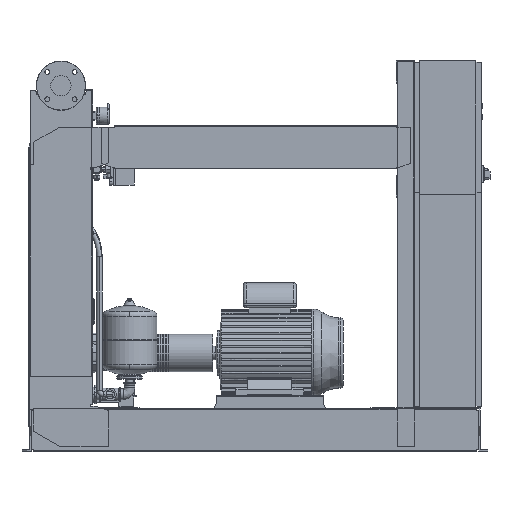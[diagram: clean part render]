
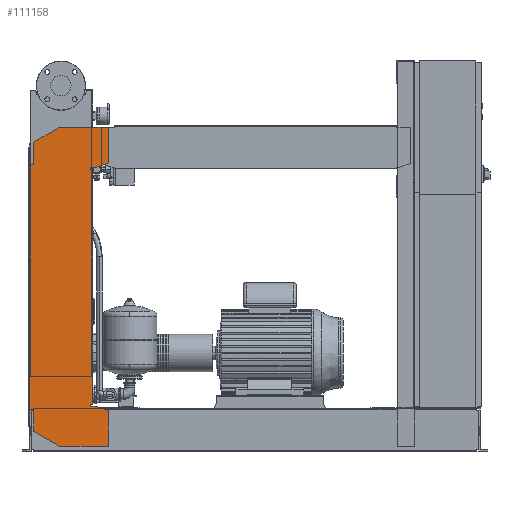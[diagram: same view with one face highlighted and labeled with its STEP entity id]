
A CAD part, front view. The second image highlights one B-rep face of the part: STEP entity #111158.
In plain terms, the highlighted free-form (B-spline) face has degree [1, 1] with [2, 2] control points.
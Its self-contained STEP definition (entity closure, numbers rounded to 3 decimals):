
#110643=CARTESIAN_POINT('',(-102.0,-463.5,1076.0));
#110644=VERTEX_POINT('',#110643);
#110651=CARTESIAN_POINT('',(-102.0,-463.5,1158.574));
#110652=VERTEX_POINT('',#110651);
#110653=CARTESIAN_POINT('',(-102.0,-463.5,1076.0));
#110654=DIRECTION('',(0.0,0.0,1.0));
#110655=VECTOR('',#110654,82.574);
#110656=LINE('',#110653,#110655);
#110657=EDGE_CURVE('',#110644,#110652,#110656,.T.);
#110675=CARTESIAN_POINT('',(-6.,-463.5,1214.0));
#110676=VERTEX_POINT('',#110675);
#110677=CARTESIAN_POINT('',(-102.0,-463.5,1158.574));
#110678=DIRECTION('',(0.866,0.0,0.5));
#110679=VECTOR('',#110678,110.851);
#110680=LINE('',#110677,#110679);
#110681=EDGE_CURVE('',#110652,#110676,#110680,.T.);
#110699=CARTESIAN_POINT('',(177.0,-463.5,1214.0));
#110700=VERTEX_POINT('',#110699);
#110701=CARTESIAN_POINT('',(-6.,-463.5,1214.0));
#110702=DIRECTION('',(1.0,0.0,0.0));
#110703=VECTOR('',#110702,183.0);
#110704=LINE('',#110701,#110703);
#110705=EDGE_CURVE('',#110676,#110700,#110704,.T.);
#110723=CARTESIAN_POINT('',(177.0,-463.5,1080.379));
#110724=VERTEX_POINT('',#110723);
#110725=CARTESIAN_POINT('',(177.0,-463.5,1214.0));
#110726=DIRECTION('',(0.0,0.0,-1.0));
#110727=VECTOR('',#110726,133.621);
#110728=LINE('',#110725,#110727);
#110729=EDGE_CURVE('',#110700,#110724,#110728,.T.);
#110747=CARTESIAN_POINT('',(132.,-463.5,1064.0));
#110748=VERTEX_POINT('',#110747);
#110749=CARTESIAN_POINT('',(177.0,-463.5,1080.379));
#110750=DIRECTION('',(-0.94,0.0,-0.342));
#110751=VECTOR('',#110750,47.888);
#110752=LINE('',#110749,#110751);
#110753=EDGE_CURVE('',#110724,#110748,#110752,.T.);
#110771=CARTESIAN_POINT('',(112.0,-463.5,1064.0));
#110772=VERTEX_POINT('',#110771);
#110773=CARTESIAN_POINT('',(132.,-463.5,1064.0));
#110774=DIRECTION('',(-1.0,0.0,0.0));
#110775=VECTOR('',#110774,20.);
#110776=LINE('',#110773,#110775);
#110777=EDGE_CURVE('',#110748,#110772,#110776,.T.);
#110795=CARTESIAN_POINT('',(112.0,-463.5,1056.0));
#110796=VERTEX_POINT('',#110795);
#110797=CARTESIAN_POINT('',(112.0,-463.5,1064.0));
#110798=DIRECTION('',(0.0,0.0,-1.0));
#110799=VECTOR('',#110798,8.0);
#110800=LINE('',#110797,#110799);
#110801=EDGE_CURVE('',#110772,#110796,#110800,.T.);
#110819=CARTESIAN_POINT('',(120.,-463.5,1056.0));
#110820=VERTEX_POINT('',#110819);
#110821=CARTESIAN_POINT('',(112.0,-463.5,1056.0));
#110822=DIRECTION('',(1.0,0.0,0.0));
#110823=VECTOR('',#110822,8.);
#110824=LINE('',#110821,#110823);
#110825=EDGE_CURVE('',#110796,#110820,#110824,.T.);
#110843=CARTESIAN_POINT('',(120.,-463.5,176.));
#110844=VERTEX_POINT('',#110843);
#110855=CARTESIAN_POINT('',(120.,-463.5,1056.0));
#110856=DIRECTION('',(0.0,0.0,-1.0));
#110857=VECTOR('',#110856,880.);
#110858=LINE('',#110855,#110857);
#110859=EDGE_CURVE('',#110820,#110844,#110858,.T.);
#110873=CARTESIAN_POINT('',(112.,-463.5,176.));
#110874=VERTEX_POINT('',#110873);
#110875=CARTESIAN_POINT('',(120.,-463.5,176.));
#110876=DIRECTION('',(-1.0,0.0,0.0));
#110877=VECTOR('',#110876,8.);
#110878=LINE('',#110875,#110877);
#110879=EDGE_CURVE('',#110844,#110874,#110878,.T.);
#110897=CARTESIAN_POINT('',(112.,-463.5,168.));
#110898=VERTEX_POINT('',#110897);
#110899=CARTESIAN_POINT('',(112.,-463.5,176.));
#110900=DIRECTION('',(0.0,0.0,-1.0));
#110901=VECTOR('',#110900,8.0);
#110902=LINE('',#110899,#110901);
#110903=EDGE_CURVE('',#110874,#110898,#110902,.T.);
#110921=CARTESIAN_POINT('',(132.,-463.5,168.));
#110922=VERTEX_POINT('',#110921);
#110923=CARTESIAN_POINT('',(112.,-463.5,168.));
#110924=DIRECTION('',(1.0,0.0,0.0));
#110925=VECTOR('',#110924,20.0);
#110926=LINE('',#110923,#110925);
#110927=EDGE_CURVE('',#110898,#110922,#110926,.T.);
#110945=CARTESIAN_POINT('',(177.,-463.5,151.621));
#110946=VERTEX_POINT('',#110945);
#110947=CARTESIAN_POINT('',(132.,-463.5,168.));
#110948=DIRECTION('',(0.94,0.0,-0.342));
#110949=VECTOR('',#110948,47.888);
#110950=LINE('',#110947,#110949);
#110951=EDGE_CURVE('',#110922,#110946,#110950,.T.);
#110969=CARTESIAN_POINT('',(177.,-463.5,18.0));
#110970=VERTEX_POINT('',#110969);
#110971=CARTESIAN_POINT('',(177.,-463.5,151.621));
#110972=DIRECTION('',(0.0,0.0,-1.0));
#110973=VECTOR('',#110972,133.621);
#110974=LINE('',#110971,#110973);
#110975=EDGE_CURVE('',#110946,#110970,#110974,.T.);
#110993=CARTESIAN_POINT('',(-4.,-463.5,18.0));
#110994=VERTEX_POINT('',#110993);
#110995=CARTESIAN_POINT('',(177.,-463.5,18.0));
#110996=DIRECTION('',(-1.0,0.0,0.0));
#110997=VECTOR('',#110996,181.);
#110998=LINE('',#110995,#110997);
#110999=EDGE_CURVE('',#110970,#110994,#110998,.T.);
#111017=CARTESIAN_POINT('',(-102.,-463.5,74.58));
#111018=VERTEX_POINT('',#111017);
#111019=CARTESIAN_POINT('',(-4.,-463.5,18.0));
#111020=DIRECTION('',(-0.866,0.,0.5));
#111021=VECTOR('',#111020,113.161);
#111022=LINE('',#111019,#111021);
#111023=EDGE_CURVE('',#110994,#111018,#111022,.T.);
#111041=CARTESIAN_POINT('',(-102.,-463.5,156.0));
#111042=VERTEX_POINT('',#111041);
#111043=CARTESIAN_POINT('',(-102.,-463.5,74.58));
#111044=DIRECTION('',(0.0,0.0,1.0));
#111045=VECTOR('',#111044,81.42);
#111046=LINE('',#111043,#111045);
#111047=EDGE_CURVE('',#111018,#111042,#111046,.T.);
#111065=CARTESIAN_POINT('',(-122.,-463.5,156.0));
#111066=VERTEX_POINT('',#111065);
#111067=CARTESIAN_POINT('',(-102.,-463.5,156.0));
#111068=DIRECTION('',(-1.0,0.0,0.0));
#111069=VECTOR('',#111068,20.0);
#111070=LINE('',#111067,#111069);
#111071=EDGE_CURVE('',#111042,#111066,#111070,.T.);
#111089=CARTESIAN_POINT('',(-122.0,-463.5,1076.0));
#111090=VERTEX_POINT('',#111089);
#111103=CARTESIAN_POINT('',(-122.,-463.5,156.0));
#111104=DIRECTION('',(0.0,0.0,1.0));
#111105=VECTOR('',#111104,920.0);
#111106=LINE('',#111103,#111105);
#111107=EDGE_CURVE('',#111066,#111090,#111106,.T.);
#111121=CARTESIAN_POINT('',(-122.0,-463.5,1076.0));
#111122=DIRECTION('',(1.0,0.0,0.0));
#111123=VECTOR('',#111122,20.0);
#111124=LINE('',#111121,#111123);
#111125=EDGE_CURVE('',#111090,#110644,#111124,.T.);
#111131=CARTESIAN_POINT('',(-122.,-463.5,18.0));
#111132=CARTESIAN_POINT('',(177.0,-463.5,18.0));
#111133=CARTESIAN_POINT('',(-122.,-463.5,1214.0));
#111134=CARTESIAN_POINT('',(177.0,-463.5,1214.0));
#111135=B_SPLINE_SURFACE_WITH_KNOTS('',1,1,((#111131,#111133),(#111132,#111134)),.UNSPECIFIED.,.F.,.F.,.U.,(2,2),(2,2),(0.0,299.),(0.0,1196.0),.UNSPECIFIED.);
#111136=ORIENTED_EDGE('',*,*,#111125,.F.);
#111137=ORIENTED_EDGE('',*,*,#111107,.F.);
#111138=ORIENTED_EDGE('',*,*,#111071,.F.);
#111139=ORIENTED_EDGE('',*,*,#111047,.F.);
#111140=ORIENTED_EDGE('',*,*,#111023,.F.);
#111141=ORIENTED_EDGE('',*,*,#110999,.F.);
#111142=ORIENTED_EDGE('',*,*,#110975,.F.);
#111143=ORIENTED_EDGE('',*,*,#110951,.F.);
#111144=ORIENTED_EDGE('',*,*,#110927,.F.);
#111145=ORIENTED_EDGE('',*,*,#110903,.F.);
#111146=ORIENTED_EDGE('',*,*,#110879,.F.);
#111147=ORIENTED_EDGE('',*,*,#110859,.F.);
#111148=ORIENTED_EDGE('',*,*,#110825,.F.);
#111149=ORIENTED_EDGE('',*,*,#110801,.F.);
#111150=ORIENTED_EDGE('',*,*,#110777,.F.);
#111151=ORIENTED_EDGE('',*,*,#110753,.F.);
#111152=ORIENTED_EDGE('',*,*,#110729,.F.);
#111153=ORIENTED_EDGE('',*,*,#110705,.F.);
#111154=ORIENTED_EDGE('',*,*,#110681,.F.);
#111155=ORIENTED_EDGE('',*,*,#110657,.F.);
#111156=EDGE_LOOP('',(#111136,#111137,#111138,#111139,#111140,#111141,#111142,#111143,#111144,#111145,#111146,#111147,#111148,#111149,#111150,#111151,#111152,#111153,#111154,#111155));
#111157=FACE_OUTER_BOUND('',#111156,.T.);
#111158=ADVANCED_FACE('',(#111157),#111135,.T.);
